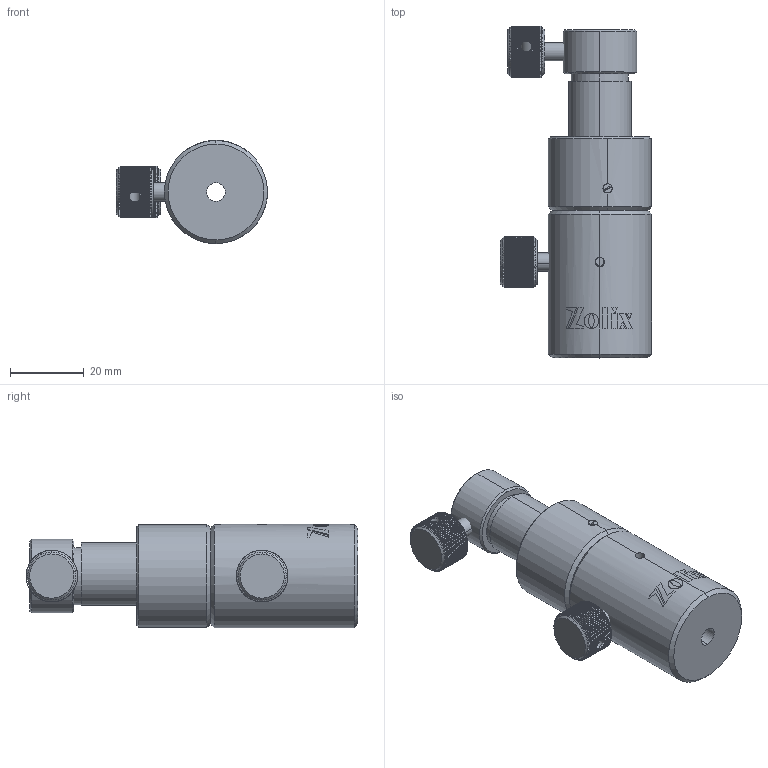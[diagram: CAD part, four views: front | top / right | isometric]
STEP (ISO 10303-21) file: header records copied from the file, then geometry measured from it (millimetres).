
FILE_DESCRIPTION (( 'STEP AP203' ), '1' );
FILE_NAME ('PHVP-1.step', '2019-05-09T09:09:50', ( '' ), ( '' ), 'SwSTEP 2.0', 'SolidWorks 2016', '' );
FILE_SCHEMA (( 'CONFIG_CONTROL_DESIGN' ));
Length unit declared in the file: millimetre
Products named in the file (1): PHVP-1
Bounding box: 41 x 90.1 x 28.03 mm (x, y, z)
Surface area: 14344.4 mm2 (no closed solid volume)
Topology: 0 solids, 9 shells, 704 faces, 2318 edges, 1618 vertices
Faces by surface type: plane 427, cylinder 246, cone 22, bspline 9
Entity records: 26732 total; most frequent: CARTESIAN_POINT 8449, ORIENTED_EDGE 4326, DIRECTION 3009, EDGE_CURVE 2318, VERTEX_POINT 1618, AXIS2_PLACEMENT_3D 1156, B_SPLINE_CURVE_WITH_KNOTS 1057, EDGE_LOOP 724
